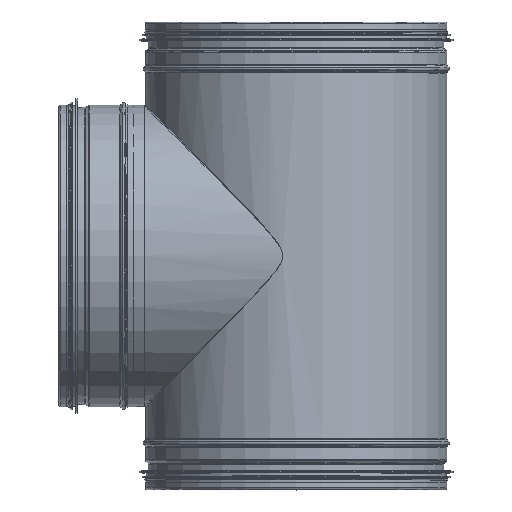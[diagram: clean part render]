
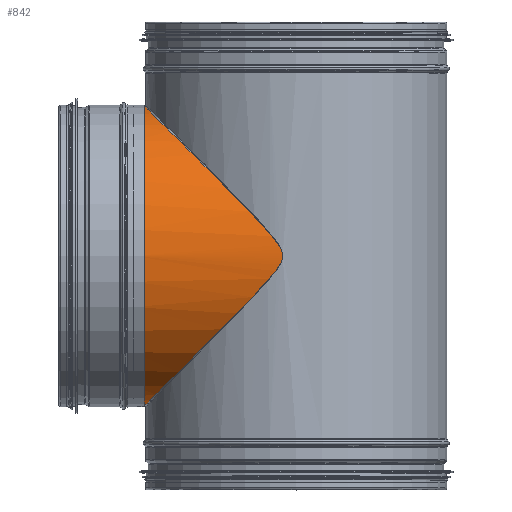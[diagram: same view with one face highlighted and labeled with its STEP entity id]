
A CAD part, top view. The second image highlights one B-rep face of the part: STEP entity #842.
In plain terms, the highlighted cylindrical face has radius 123.95 mm (diameter 247.9 mm), a full revolution.
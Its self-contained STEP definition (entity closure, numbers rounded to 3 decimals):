
#420=CARTESIAN_POINT('',(-11.189,192.5,123.95));
#421=VERTEX_POINT('',#420);
#429=CARTESIAN_POINT('',(-11.188,192.5,123.95));
#430=CARTESIAN_POINT('',(-11.188,191.131,123.95));
#431=CARTESIAN_POINT('',(-11.735,188.395,123.903));
#432=CARTESIAN_POINT('',(-14.203,183.462,123.66));
#433=CARTESIAN_POINT('',(-19.984,175.762,122.945));
#434=CARTESIAN_POINT('',(-32.897,161.61,120.514));
#435=CARTESIAN_POINT('',(-51.719,142.353,114.23));
#436=CARTESIAN_POINT('',(-73.383,120.53,101.991));
#437=CARTESIAN_POINT('',(-91.164,102.746,86.516));
#438=CARTESIAN_POINT('',(-104.751,89.179,69.365));
#439=CARTESIAN_POINT('',(-114.529,79.431,52.123));
#440=CARTESIAN_POINT('',(-121.733,72.251,32.5));
#441=CARTESIAN_POINT('',(-125.288,68.711,12.846));
#442=CARTESIAN_POINT('',(-125.612,68.389,-1.854));
#443=CARTESIAN_POINT('',(-124.881,69.117,-12.792));
#444=CARTESIAN_POINT('',(-123.913,70.081,-19.998));
#445=CARTESIAN_POINT('',(-122.758,71.231,-25.724));
#446=CARTESIAN_POINT('',(-121.957,72.029,-29.203));
#447=CARTESIAN_POINT('',(-118.029,75.942,-44.77));
#448=CARTESIAN_POINT('',(-105.668,88.26,-70.68));
#449=CARTESIAN_POINT('',(-86.813,107.087,-90.778));
#450=CARTESIAN_POINT('',(-68.581,125.368,-104.71));
#451=CARTESIAN_POINT('',(-54.08,139.967,-112.887));
#452=CARTESIAN_POINT('',(-39.155,155.221,-118.427));
#453=CARTESIAN_POINT('',(-29.233,165.655,-121.098));
#454=CARTESIAN_POINT('',(-22.66,172.854,-122.451));
#455=CARTESIAN_POINT('',(-18.346,178.003,-123.119));
#456=CARTESIAN_POINT('',(-15.426,181.9,-123.509));
#457=CARTESIAN_POINT('',(-13.389,184.949,-123.742));
#458=CARTESIAN_POINT('',(-11.615,188.856,-123.913));
#459=CARTESIAN_POINT('',(-10.973,192.509,-123.969));
#460=CARTESIAN_POINT('',(-11.568,195.856,-123.917));
#461=CARTESIAN_POINT('',(-12.509,198.113,-123.827));
#462=CARTESIAN_POINT('',(-14.191,201.369,-123.654));
#463=CARTESIAN_POINT('',(-17.199,205.618,-123.299));
#464=CARTESIAN_POINT('',(-23.252,212.855,-122.357));
#465=CARTESIAN_POINT('',(-29.837,219.98,-120.958));
#466=CARTESIAN_POINT('',(-39.815,230.459,-118.183));
#467=CARTESIAN_POINT('',(-56.605,247.607,-111.945));
#468=CARTESIAN_POINT('',(-76.97,268.059,-99.639));
#469=CARTESIAN_POINT('',(-94.157,285.245,-82.943));
#470=CARTESIAN_POINT('',(-105.571,296.637,-67.921));
#471=CARTESIAN_POINT('',(-114.533,305.574,-52.116));
#472=CARTESIAN_POINT('',(-121.135,312.152,-34.126));
#473=CARTESIAN_POINT('',(-123.998,315.004,-19.985));
#474=CARTESIAN_POINT('',(-125.61,316.61,-5.514));
#475=CARTESIAN_POINT('',(-125.612,316.611,11.085));
#476=CARTESIAN_POINT('',(-122.047,313.061,30.742));
#477=CARTESIAN_POINT('',(-117.524,308.555,43.967));
#478=CARTESIAN_POINT('',(-109.338,300.395,62.713));
#479=CARTESIAN_POINT('',(-95.572,286.667,82.685));
#480=CARTESIAN_POINT('',(-78.376,269.461,97.646));
#481=CARTESIAN_POINT('',(-64.355,255.377,107.091));
#482=CARTESIAN_POINT('',(-53.44,244.36,112.931));
#483=CARTESIAN_POINT('',(-40.379,231.039,118.015));
#484=CARTESIAN_POINT('',(-29.262,219.407,121.194));
#485=CARTESIAN_POINT('',(-21.374,210.766,122.684));
#486=CARTESIAN_POINT('',(-16.264,204.283,123.405));
#487=CARTESIAN_POINT('',(-13.895,200.914,123.69));
#488=CARTESIAN_POINT('',(-11.735,196.609,123.903));
#489=CARTESIAN_POINT('',(-11.188,193.869,123.95));
#490=CARTESIAN_POINT('',(-11.188,192.5,123.95));
#491=B_SPLINE_CURVE_WITH_KNOTS('',3,(#429,#430,#431,#432,#433,#434,#435,#436,#437,#438,#439,#440,#441,#442,#443,#444,#445,#446,#447,#448,#449,#450,#451,#452,#453,#454,#455,#456,#457,#458,#459,#460,#461,#462,#463,#464,#465,#466,#467,#468,#469,#470,#471,#472,#473,#474,#475,#476,#477,#478,#479,#480,#481,#482,#483,#484,#485,#486,#487,#488,#489,#490),.UNSPECIFIED.,.T.,.U.,(4,1,1,1,1,1,1,1,1,1,1,1,1,1,1,1,1,1,1,1,1,1,1,1,1,1,1,1,1,1,1,1,1,1,1,1,1,1,1,1,1,1,1,1,1,1,1,1,1,1,1,1,1,1,1,1,1,1,1,4),(0.0,0.426,0.853,1.705,3.41,6.82,10.231,13.641,15.914,18.188,20.461,22.735,24.44,25.008,26.145,26.714,26.856,27.282,31.829,36.376,37.513,40.923,43.196,44.333,45.47,46.228,46.417,46.985,47.364,47.743,48.122,48.406,48.501,49.259,50.017,51.438,52.29,54.564,59.111,61.953,63.658,65.931,68.205,69.91,70.478,72.752,75.025,76.73,77.299,81.846,85.256,86.109,88.666,90.371,92.076,93.782,93.995,94.634,95.06,95.487),.UNSPECIFIED.);
#492=EDGE_CURVE('',#421,#421,#491,.T.);
#823=CARTESIAN_POINT('',(-124.45,192.5,0.0));
#824=DIRECTION('',(1.0,0.0,0.0));
#825=DIRECTION('',(0.0,-1.0,0.0));
#826=AXIS2_PLACEMENT_3D('',#823,#824,#825);
#827=CYLINDRICAL_SURFACE('',#826,123.95);
#828=CARTESIAN_POINT('',(-134.45,316.45,0.));
#829=VERTEX_POINT('',#828);
#830=CARTESIAN_POINT('',(-134.45,192.5,0.0));
#831=DIRECTION('',(-1.0,0.0,0.0));
#832=DIRECTION('',(0.0,-1.0,0.0));
#833=AXIS2_PLACEMENT_3D('',#830,#831,#832);
#834=CIRCLE('',#833,123.95);
#835=EDGE_CURVE('',#829,#829,#834,.T.);
#836=ORIENTED_EDGE('',*,*,#835,.F.);
#837=EDGE_LOOP('',(#836));
#838=FACE_OUTER_BOUND('',#837,.T.);
#839=ORIENTED_EDGE('',*,*,#492,.F.);
#840=EDGE_LOOP('',(#839));
#841=FACE_BOUND('',#840,.T.);
#842=ADVANCED_FACE('',(#838,#841),#827,.T.);
